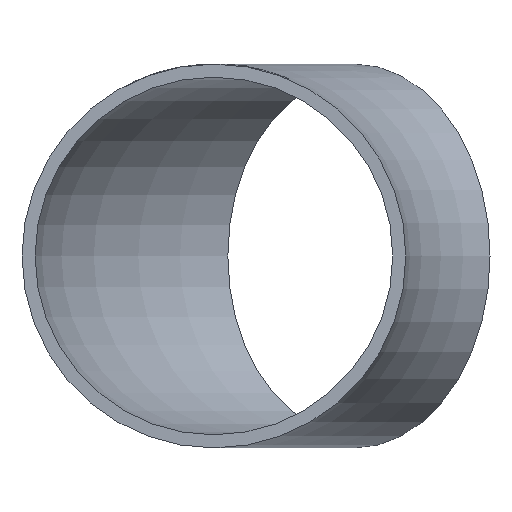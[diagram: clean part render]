
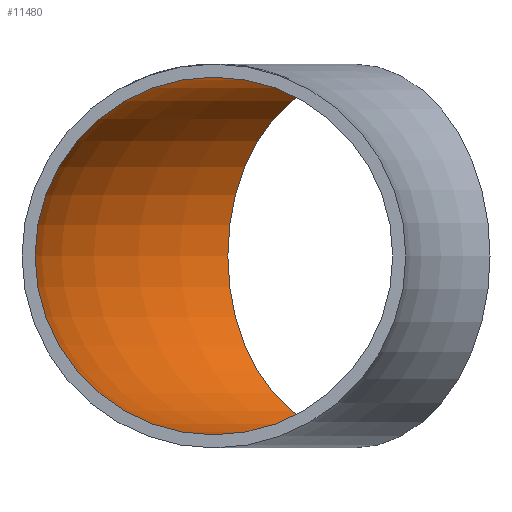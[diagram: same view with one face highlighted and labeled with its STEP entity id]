
A CAD part, front view. The second image highlights one B-rep face of the part: STEP entity #11480.
In plain terms, the highlighted toroidal (fillet/blend) face has major radius 95 mm and minor radius 35.45 mm.
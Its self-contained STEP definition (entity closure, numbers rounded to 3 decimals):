
#174 = AXIS2_PLACEMENT_3D ( 'NONE', #9200, #16968, #5921 ) ;
#210 = CIRCLE ( 'NONE', #14448, 35.45 ) ;
#1903 = CIRCLE ( 'NONE', #13442, 35.45 ) ;
#2757 = DIRECTION ( 'NONE',  ( 0.707, 0.707, 0. ) ) ;
#4927 = CARTESIAN_POINT ( 'NONE',  ( -95., 0., 35.45 ) ) ;
#5921 = DIRECTION ( 'NONE',  ( -1., 0., 0. ) ) ;
#5986 = ORIENTED_EDGE ( 'NONE', *, *, #14083, .T. ) ;
#6082 = CARTESIAN_POINT ( 'NONE',  ( -95., 0., 0. ) ) ;
#6144 = VERTEX_POINT ( 'NONE', #9919 ) ;
#6519 = VERTEX_POINT ( 'NONE', #4927 ) ;
#9097 = FACE_OUTER_BOUND ( 'NONE', #16670, .T. ) ;
#9200 = CARTESIAN_POINT ( 'NONE',  ( 0., 0., 0. ) ) ;
#9919 = CARTESIAN_POINT ( 'NONE',  ( -92.242, 92.242, 0. ) ) ;
#10854 = DIRECTION ( 'NONE',  ( 0., 1., 0. ) ) ;
#11480 = ADVANCED_FACE ( 'NONE', ( #9097, #17283 ), #13070, .F. ) ;
#13070 = TOROIDAL_SURFACE ( 'NONE', #174, 95., 35.45 ) ;
#13442 = AXIS2_PLACEMENT_3D ( 'NONE', #13926, #2757, #17219 ) ;
#13695 = EDGE_CURVE ( 'NONE', #6519, #6519, #210, .T. ) ;
#13926 = CARTESIAN_POINT ( 'NONE',  ( -67.175, 67.175, 0. ) ) ;
#13946 = DIRECTION ( 'NONE',  ( 0., 0., 1. ) ) ;
#14083 = EDGE_CURVE ( 'NONE', #6144, #6144, #1903, .T. ) ;
#14448 = AXIS2_PLACEMENT_3D ( 'NONE', #6082, #10854, #13946 ) ;
#14983 = EDGE_LOOP ( 'NONE', ( #15290 ) ) ;
#15290 = ORIENTED_EDGE ( 'NONE', *, *, #13695, .F. ) ;
#16670 = EDGE_LOOP ( 'NONE', ( #5986 ) ) ;
#16968 = DIRECTION ( 'NONE',  ( 0., 0., -1. ) ) ;
#17219 = DIRECTION ( 'NONE',  ( -0.707, 0.707, 0. ) ) ;
#17283 = FACE_OUTER_BOUND ( 'NONE', #14983, .T. ) ;
